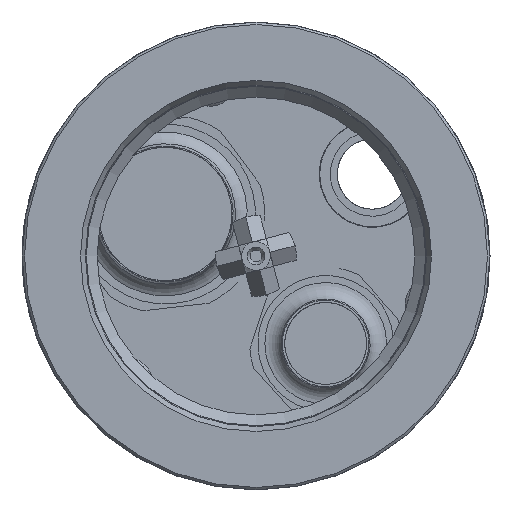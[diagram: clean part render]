
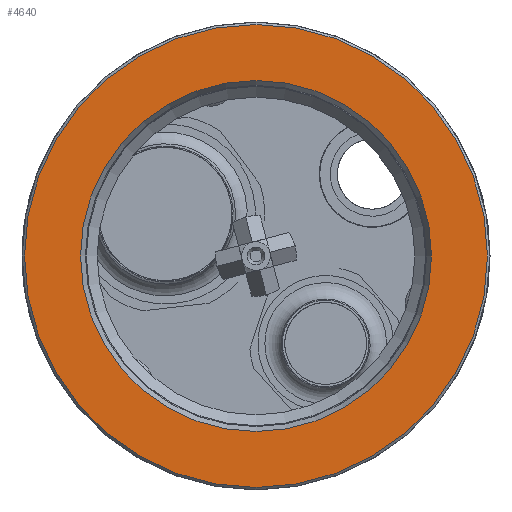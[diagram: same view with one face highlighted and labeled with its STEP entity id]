
A CAD part, left-side view. The second image highlights one B-rep face of the part: STEP entity #4640.
In plain terms, the highlighted planar face has unit normal (-1, 0, 0).
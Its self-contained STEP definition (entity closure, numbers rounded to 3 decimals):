
#365 = VERTEX_POINT ( 'NONE', #2829 ) ;
#499 = PLANE ( 'NONE',  #3616 ) ;
#1114 = DIRECTION ( 'NONE',  ( -1., 0., 0. ) ) ;
#1127 = EDGE_LOOP ( 'NONE', ( #6229 ) ) ;
#1703 = AXIS2_PLACEMENT_3D ( 'NONE', #5633, #1114, #6420 ) ;
#2208 = VERTEX_POINT ( 'NONE', #5724 ) ;
#2829 = CARTESIAN_POINT ( 'NONE',  ( -151.2, 0., 19.785 ) ) ;
#3402 = CARTESIAN_POINT ( 'NONE',  ( -151.2, 0., 0. ) ) ;
#3420 = CIRCLE ( 'NONE', #4282, 15. ) ;
#3558 = CARTESIAN_POINT ( 'NONE',  ( -151.2, 15., 0. ) ) ;
#3616 = AXIS2_PLACEMENT_3D ( 'NONE', #3558, #8855, #4318 ) ;
#3870 = EDGE_CURVE ( 'NONE', #2208, #2208, #3420, .T. ) ;
#4117 = ORIENTED_EDGE ( 'NONE', *, *, #9320, .T. ) ;
#4159 = DIRECTION ( 'NONE',  ( 0., 0., -1. ) ) ;
#4282 = AXIS2_PLACEMENT_3D ( 'NONE', #3402, #8706, #4159 ) ;
#4318 = DIRECTION ( 'NONE',  ( 0., 0., 1. ) ) ;
#4640 = ADVANCED_FACE ( 'NONE', ( #5404, #5163 ), #499, .T. ) ;
#5163 = FACE_BOUND ( 'NONE', #1127, .T. ) ;
#5404 = FACE_OUTER_BOUND ( 'NONE', #8890, .T. ) ;
#5633 = CARTESIAN_POINT ( 'NONE',  ( -151.2, 0., 0. ) ) ;
#5724 = CARTESIAN_POINT ( 'NONE',  ( -151.2, 0., -15. ) ) ;
#6229 = ORIENTED_EDGE ( 'NONE', *, *, #3870, .T. ) ;
#6420 = DIRECTION ( 'NONE',  ( 0., 0., 1. ) ) ;
#8706 = DIRECTION ( 'NONE',  ( 1., 0., 0. ) ) ;
#8855 = DIRECTION ( 'NONE',  ( -1., 0., 0. ) ) ;
#8890 = EDGE_LOOP ( 'NONE', ( #4117 ) ) ;
#9216 = CIRCLE ( 'NONE', #1703, 19.785 ) ;
#9320 = EDGE_CURVE ( 'NONE', #365, #365, #9216, .T. ) ;
